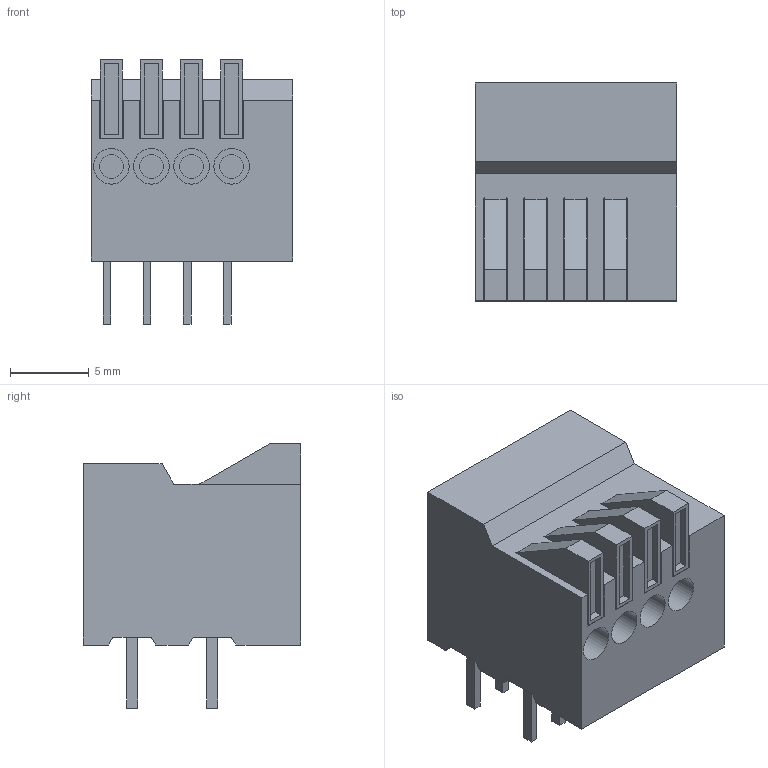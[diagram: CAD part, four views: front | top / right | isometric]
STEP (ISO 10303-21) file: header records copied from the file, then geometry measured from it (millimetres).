
FILE_DESCRIPTION(/* description */ (''),/* implementation_level */ '2;1');
FILE_NAME(/* name */ 'TBL003-254-04GR-2OR.step',/* time_stamp */ '2022-03-13T23:14:58-06:00',/* author */ (''),/* organization */ (''),/* preprocessor_version */ 'ST-DEVELOPER v18.1',/* originating_system */ 'Autodesk Translation Framework v10.13.0.1454',/* authorisation */ '');
FILE_SCHEMA (('AUTOMOTIVE_DESIGN { 1 0 10303 214 3 1 1 }'));
Length unit declared in the file: millimetre
Products named in the file (1): TBL003-254-04GR-2OR
Bounding box: 12.76 x 13.8 x 16.75 mm (x, y, z)
Volume: 1782.7 mm3; surface area: 1842.2 mm2
Topology: 13 solids, 13 shells, 157 faces, 351 edges, 234 vertices
Faces by surface type: plane 146, cylinder 11
Full cylindrical faces by diameter (mm): 1.5 x4, 2.25 x4, 3.395 x1
Entity records: 4322 total; most frequent: CARTESIAN_POINT 743, ORIENTED_EDGE 702, DIRECTION 689, EDGE_CURVE 351, LINE 329, VECTOR 329, VERTEX_POINT 234, AXIS2_PLACEMENT_3D 180
